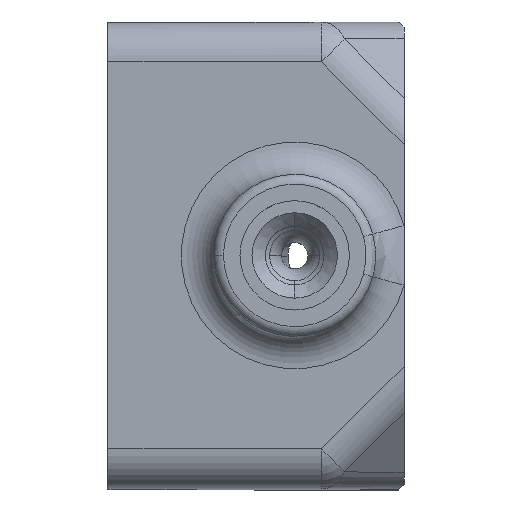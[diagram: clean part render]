
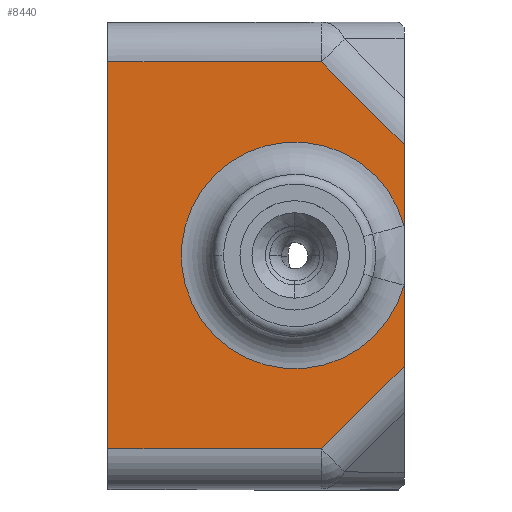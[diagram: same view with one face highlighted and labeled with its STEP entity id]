
A CAD part, top view. The second image highlights one B-rep face of the part: STEP entity #8440.
In plain terms, the highlighted planar face has unit normal (0, 0, 1).
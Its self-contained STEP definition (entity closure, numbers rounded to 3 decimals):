
#7 = VERTEX_POINT ( 'NONE', #815 ) ;
#364 = VECTOR ( 'NONE', #7468, 1000. ) ;
#436 = AXIS2_PLACEMENT_3D ( 'NONE', #3853, #1080, #4545 ) ;
#577 = CARTESIAN_POINT ( 'NONE',  ( 8.2, -2.086, -61.803 ) ) ;
#586 = CARTESIAN_POINT ( 'NONE',  ( 4.025, -12.478, -61.803 ) ) ;
#815 = CARTESIAN_POINT ( 'NONE',  ( -14., 14.5, -61.803 ) ) ;
#982 = CARTESIAN_POINT ( 'NONE',  ( 8.2, 8.304, -61.803 ) ) ;
#1080 = DIRECTION ( 'NONE',  ( 0., 0., -1. ) ) ;
#1235 = EDGE_CURVE ( 'NONE', #2288, #6254, #2976, .T. ) ;
#1440 = LINE ( 'NONE', #577, #1797 ) ;
#1496 = LINE ( 'NONE', #10252, #2634 ) ;
#1566 = ORIENTED_EDGE ( 'NONE', *, *, #2250, .F. ) ;
#1797 = VECTOR ( 'NONE', #10083, 1000. ) ;
#2003 = VECTOR ( 'NONE', #5698, 1000. ) ;
#2060 = ORIENTED_EDGE ( 'NONE', *, *, #9889, .T. ) ;
#2250 = EDGE_CURVE ( 'NONE', #9681, #7, #1496, .T. ) ;
#2288 = VERTEX_POINT ( 'NONE', #5081 ) ;
#2400 = CARTESIAN_POINT ( 'NONE',  ( 8.2, -2.086, -61.803 ) ) ;
#2543 = AXIS2_PLACEMENT_3D ( 'NONE', #9260, #10901, #6757 ) ;
#2634 = VECTOR ( 'NONE', #5923, 1000. ) ;
#2976 = LINE ( 'NONE', #586, #3129 ) ;
#3027 = ORIENTED_EDGE ( 'NONE', *, *, #1235, .T. ) ;
#3129 = VECTOR ( 'NONE', #5706, 1000. ) ;
#3393 = EDGE_LOOP ( 'NONE', ( #2060, #8294, #1566, #9224, #3027, #8993, #5215, #9466 ) ) ;
#3519 = VERTEX_POINT ( 'NONE', #5031 ) ;
#3560 = EDGE_CURVE ( 'NONE', #9681, #2288, #6792, .T. ) ;
#3652 = EDGE_CURVE ( 'NONE', #6254, #3519, #1440, .T. ) ;
#3853 = CARTESIAN_POINT ( 'NONE',  ( 0., 0., -61.803 ) ) ;
#3992 = LINE ( 'NONE', #9120, #364 ) ;
#4423 = EDGE_CURVE ( 'NONE', #3519, #8634, #4996, .T. ) ;
#4545 = DIRECTION ( 'NONE',  ( 1., 0., 0. ) ) ;
#4996 = CIRCLE ( 'NONE', #436, 8.5 ) ;
#5031 = CARTESIAN_POINT ( 'NONE',  ( 8.2, -2.238, -61.803 ) ) ;
#5081 = CARTESIAN_POINT ( 'NONE',  ( 2.004, -14.5, -61.803 ) ) ;
#5215 = ORIENTED_EDGE ( 'NONE', *, *, #4423, .T. ) ;
#5645 = DIRECTION ( 'NONE',  ( 0., 1., 0. ) ) ;
#5698 = DIRECTION ( 'NONE',  ( 1., 0., 0. ) ) ;
#5706 = DIRECTION ( 'NONE',  ( 0.707, 0.707, 0. ) ) ;
#5823 = VECTOR ( 'NONE', #10520, 1000. ) ;
#5923 = DIRECTION ( 'NONE',  ( 0., 1., 0. ) ) ;
#6237 = VERTEX_POINT ( 'NONE', #982 ) ;
#6254 = VERTEX_POINT ( 'NONE', #10650 ) ;
#6291 = CARTESIAN_POINT ( 'NONE',  ( 8.2, 2.238, -61.803 ) ) ;
#6661 = VECTOR ( 'NONE', #5645, 1000. ) ;
#6732 = CARTESIAN_POINT ( 'NONE',  ( 1.2, -14.5, -61.803 ) ) ;
#6757 = DIRECTION ( 'NONE',  ( 1., 0., 0. ) ) ;
#6792 = LINE ( 'NONE', #6732, #2003 ) ;
#6900 = CARTESIAN_POINT ( 'NONE',  ( -14., -14.5, -61.803 ) ) ;
#7468 = DIRECTION ( 'NONE',  ( -1., 0., 0. ) ) ;
#7608 = PLANE ( 'NONE',  #2543 ) ;
#7878 = VERTEX_POINT ( 'NONE', #8592 ) ;
#8294 = ORIENTED_EDGE ( 'NONE', *, *, #9619, .T. ) ;
#8440 = ADVANCED_FACE ( 'NONE', ( #9380 ), #7608, .T. ) ;
#8592 = CARTESIAN_POINT ( 'NONE',  ( 2.004, 14.5, -61.803 ) ) ;
#8634 = VERTEX_POINT ( 'NONE', #6291 ) ;
#8993 = ORIENTED_EDGE ( 'NONE', *, *, #3652, .T. ) ;
#9120 = CARTESIAN_POINT ( 'NONE',  ( -14.5, 14.5, -61.803 ) ) ;
#9181 = LINE ( 'NONE', #2400, #6661 ) ;
#9224 = ORIENTED_EDGE ( 'NONE', *, *, #3560, .T. ) ;
#9260 = CARTESIAN_POINT ( 'NONE',  ( 0., -8.453, -61.803 ) ) ;
#9380 = FACE_OUTER_BOUND ( 'NONE', #3393, .T. ) ;
#9466 = ORIENTED_EDGE ( 'NONE', *, *, #10603, .T. ) ;
#9615 = LINE ( 'NONE', #10836, #5823 ) ;
#9619 = EDGE_CURVE ( 'NONE', #7878, #7, #3992, .T. ) ;
#9681 = VERTEX_POINT ( 'NONE', #6900 ) ;
#9889 = EDGE_CURVE ( 'NONE', #6237, #7878, #9615, .T. ) ;
#10083 = DIRECTION ( 'NONE',  ( 0., 1., 0. ) ) ;
#10252 = CARTESIAN_POINT ( 'NONE',  ( -14., -4.226, -61.803 ) ) ;
#10520 = DIRECTION ( 'NONE',  ( -0.707, 0.707, 0. ) ) ;
#10603 = EDGE_CURVE ( 'NONE', #8634, #6237, #9181, .T. ) ;
#10650 = CARTESIAN_POINT ( 'NONE',  ( 8.2, -8.304, -61.803 ) ) ;
#10836 = CARTESIAN_POINT ( 'NONE',  ( 12.478, 4.025, -61.803 ) ) ;
#10901 = DIRECTION ( 'NONE',  ( 0., 0., 1. ) ) ;
